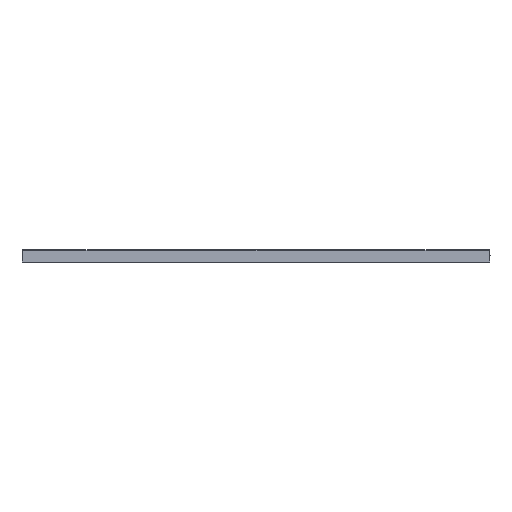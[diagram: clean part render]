
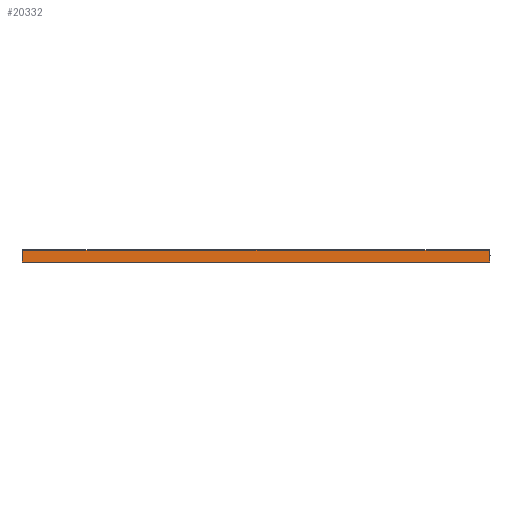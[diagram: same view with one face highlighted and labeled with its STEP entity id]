
A CAD part, top view. The second image highlights one B-rep face of the part: STEP entity #20332.
In plain terms, the highlighted planar face has unit normal (0, 0.035, 0.999).
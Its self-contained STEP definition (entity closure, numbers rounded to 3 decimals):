
#1=CARTESIAN_POINT('',(-750.,-1.967,436.172));
#2=CARTESIAN_POINT('',(-747.704,-1.969,436.172));
#3=CARTESIAN_POINT('',(-721.145,-1.988,436.173));
#4=CARTESIAN_POINT('',(-667.811,-2.023,436.174));
#5=CARTESIAN_POINT('',(-616.774,-2.039,436.174));
#6=CARTESIAN_POINT('',(-590.,-2.039,436.174));
#8=CARTESIAN_POINT('',(100.087,-1.955,436.171));
#9=CARTESIAN_POINT('',(108.317,-1.956,436.171));
#10=CARTESIAN_POINT('',(124.926,-1.959,436.172));
#11=CARTESIAN_POINT('',(150.434,-1.964,436.172));
#12=CARTESIAN_POINT('',(176.105,-1.969,436.172));
#13=CARTESIAN_POINT('',(203.756,-1.975,436.172));
#14=CARTESIAN_POINT('',(232.384,-1.981,436.172));
#15=CARTESIAN_POINT('',(262.14,-1.988,436.173));
#16=CARTESIAN_POINT('',(294.092,-1.995,436.173));
#17=CARTESIAN_POINT('',(325.152,-2.002,436.173));
#18=CARTESIAN_POINT('',(353.112,-2.008,436.173));
#19=CARTESIAN_POINT('',(377.698,-2.013,436.173));
#20=CARTESIAN_POINT('',(400.532,-2.018,436.174));
#21=CARTESIAN_POINT('',(422.34,-2.022,436.174));
#22=CARTESIAN_POINT('',(443.637,-2.025,436.174));
#23=CARTESIAN_POINT('',(464.005,-2.029,436.174));
#24=CARTESIAN_POINT('',(482.902,-2.031,436.174));
#25=CARTESIAN_POINT('',(501.623,-2.033,436.174));
#26=CARTESIAN_POINT('',(518.395,-2.035,436.174));
#27=CARTESIAN_POINT('',(535.866,-2.037,436.174));
#28=CARTESIAN_POINT('',(552.97,-2.038,436.174));
#29=CARTESIAN_POINT('',(570.528,-2.038,436.174));
#30=CARTESIAN_POINT('',(583.367,-2.039,436.174));
#31=CARTESIAN_POINT('',(590.,-2.039,436.174));
#33=CARTESIAN_POINT('',(590.,-2.039,436.174));
#34=CARTESIAN_POINT('',(612.116,-2.039,436.174));
#35=CARTESIAN_POINT('',(655.961,-2.028,436.174));
#36=CARTESIAN_POINT('',(709.294,-1.996,436.173));
#37=CARTESIAN_POINT('',(740.512,-1.974,436.172));
#38=CARTESIAN_POINT('',(750.,-1.967,436.172));
#40=DIRECTION('',(0.,-0.999,0.035));
#41=VECTOR('',#40,38.056);
#42=CARTESIAN_POINT('',(-750.,-1.967,436.172));
#43=LINE('',#42,#41);
#131=DIRECTION('',(1.,0.,0.));
#132=VECTOR('',#131,1500.);
#133=CARTESIAN_POINT('',(-750.,-40.,437.5));
#134=LINE('',#133,#132);
#220=DIRECTION('',(0.,0.999,-0.035));
#221=VECTOR('',#220,38.056);
#222=CARTESIAN_POINT('',(750.,-40.,437.5));
#223=LINE('',#222,#221);
#354=DIRECTION('',(-1.,0.,0.));
#355=VECTOR('',#354,100.087);
#356=CARTESIAN_POINT('',(100.087,-1.955,436.171));
#357=LINE('',#356,#355);
#363=DIRECTION('',(-1.,0.,0.));
#364=VECTOR('',#363,100.087);
#365=CARTESIAN_POINT('',(0.,-1.955,
436.171));
#366=LINE('',#365,#364);
#397=CARTESIAN_POINT('',(-100.087,-1.955,436.171));
#398=CARTESIAN_POINT('',(-155.134,-1.964,436.172));
#399=CARTESIAN_POINT('',(-264.821,-1.983,436.172));
#400=CARTESIAN_POINT('',(-428.125,-2.011,436.173));
#401=CARTESIAN_POINT('',(-536.178,-2.03,436.174));
#402=CARTESIAN_POINT('',(-590.,-2.039,436.174));
#18563=CARTESIAN_POINT('',(-750.,-1.967,436.172));
#18564=CARTESIAN_POINT('',(-750.,-40.,437.5));
#18565=VERTEX_POINT('',#18563);
#18566=VERTEX_POINT('',#18564);
#18567=VERTEX_POINT('',#6);
#18568=VERTEX_POINT('',#397);
#18569=CARTESIAN_POINT('',(0.,-1.955,
436.171));
#18570=VERTEX_POINT('',#18569);
#18571=CARTESIAN_POINT('',(100.087,-1.955,
436.171));
#18572=VERTEX_POINT('',#18571);
#18573=VERTEX_POINT('',#31);
#18574=VERTEX_POINT('',#38);
#18575=CARTESIAN_POINT('',(750.,-40.,437.5));
#18576=VERTEX_POINT('',#18575);
#20307=CARTESIAN_POINT('',(0.,-20.977,
436.836));
#20308=DIRECTION('',(0.,0.035,0.999));
#20309=DIRECTION('',(0.,0.999,-0.035));
#20310=AXIS2_PLACEMENT_3D('',#20307,#20308,#20309);
#20311=PLANE('',#20310);
#20313=ORIENTED_EDGE('',*,*,#20312,.F.);
#20315=ORIENTED_EDGE('',*,*,#20314,.T.);
#20317=ORIENTED_EDGE('',*,*,#20316,.F.);
#20319=ORIENTED_EDGE('',*,*,#20318,.F.);
#20321=ORIENTED_EDGE('',*,*,#20320,.F.);
#20323=ORIENTED_EDGE('',*,*,#20322,.T.);
#20325=ORIENTED_EDGE('',*,*,#20324,.T.);
#20327=ORIENTED_EDGE('',*,*,#20326,.F.);
#20329=ORIENTED_EDGE('',*,*,#20328,.F.);
#20330=EDGE_LOOP('',(#20313,#20315,#20317,#20319,#20321,#20323,#20325,#20327,
#20329));
#20331=FACE_OUTER_BOUND('',#20330,.F.);
#20332=ADVANCED_FACE('',(#20331),#20311,.T.);
#7=B_SPLINE_CURVE_WITH_KNOTS('',3,(#1,#2,#3,#4,#5,#6),.UNSPECIFIED.,.F.,.F.,(4,
1,1,4),(0.,0.043,0.498,1.),.UNSPECIFIED.);
#32=B_SPLINE_CURVE_WITH_KNOTS('',3,(#8,#9,#10,#11,#12,#13,#14,#15,#16,#17,#18,
#19,#20,#21,#22,#23,#24,#25,#26,#27,#28,#29,#30,#31),.UNSPECIFIED.,.F.,.F.,(4,1,
1,1,1,1,1,1,1,1,1,1,1,1,1,1,1,1,1,1,1,4),(0.,0.048,
0.095,0.143,0.19,0.238,
0.286,0.333,0.381,0.429,
0.476,0.524,0.571,0.619,
0.667,0.714,0.762,0.81,
0.857,0.905,0.952,1.),.UNSPECIFIED.);
#39=B_SPLINE_CURVE_WITH_KNOTS('',3,(#33,#34,#35,#36,#37,#38),.UNSPECIFIED.,.F.,
.F.,(4,1,1,4),(0.,0.415,0.822,1.),.UNSPECIFIED.);
#403=B_SPLINE_CURVE_WITH_KNOTS('',3,(#397,#398,#399,#400,#401,#402),
.UNSPECIFIED.,.F.,.F.,(4,1,1,4),(0.,0.333,0.667,1.),
.UNSPECIFIED.);
#20312=EDGE_CURVE('',#18565,#18566,#43,.T.);
#20314=EDGE_CURVE('',#18565,#18567,#7,.T.);
#20316=EDGE_CURVE('',#18568,#18567,#403,.T.);
#20318=EDGE_CURVE('',#18570,#18568,#366,.T.);
#20320=EDGE_CURVE('',#18572,#18570,#357,.T.);
#20322=EDGE_CURVE('',#18572,#18573,#32,.T.);
#20324=EDGE_CURVE('',#18573,#18574,#39,.T.);
#20326=EDGE_CURVE('',#18576,#18574,#223,.T.);
#20328=EDGE_CURVE('',#18566,#18576,#134,.T.);
